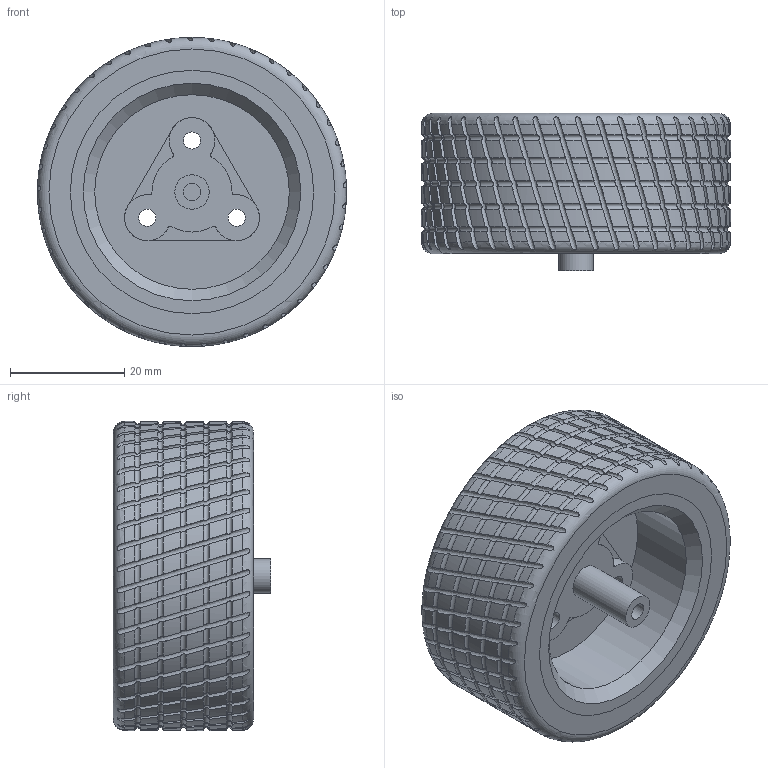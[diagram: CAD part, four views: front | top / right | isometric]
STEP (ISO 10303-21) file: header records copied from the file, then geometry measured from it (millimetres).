
FILE_DESCRIPTION(/* description */ (''),/* implementation_level */ '2;1');
FILE_NAME(/* name */ '56mm ties v1.step',/* time_stamp */ '2018-10-28T17:26:45+08:00',/* author */ ('genius169'),/* organization */ (''),/* preprocessor_version */ 'ST-DEVELOPER v17.2',/* originating_system */ 'Autodesk Translation Framework v7.6.0.251',/* authorisation */ '');
FILE_SCHEMA (('AUTOMOTIVE_DESIGN { 1 0 10303 214 3 1 1 }'));
Length unit declared in the file: millimetre
Products named in the file (4): 56mm ties; ties; wheel; connector
Assembly tree (3 placements, depth 2):
  56mm ties
    ties
    wheel
    connector
Bounding box: 54 x 27.5 x 54 mm (x, y, z)
Volume: 34565.1 mm3; surface area: 19821.4 mm2
Topology: 3 solids, 3 shells, 586 faces, 1728 edges, 1152 vertices
Faces by surface type: cylinder 295, torus 228, bspline 45, plane 16, cone 2
Full cylindrical faces by diameter (mm): 3 x7, 6 x1, 9 x1, 34 x2, 42.5 x2
Entity records: 32642 total; most frequent: CARTESIAN_POINT 18562, ORIENTED_EDGE 3456, DIRECTION 2351, EDGE_CURVE 1728, AXIS2_PLACEMENT_3D 1156, VERTEX_POINT 1152, B_SPLINE_CURVE_WITH_KNOTS 1082, CIRCLE 607
